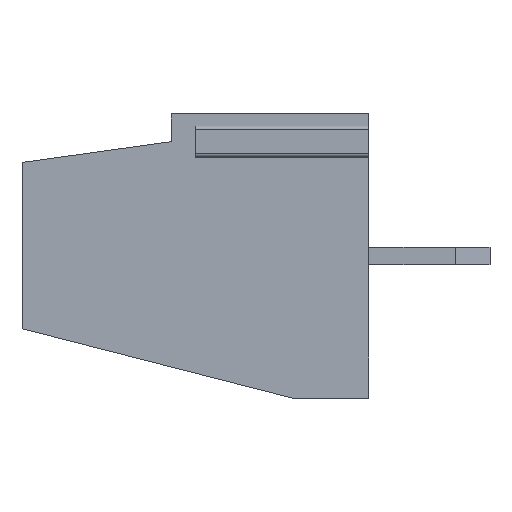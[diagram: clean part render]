
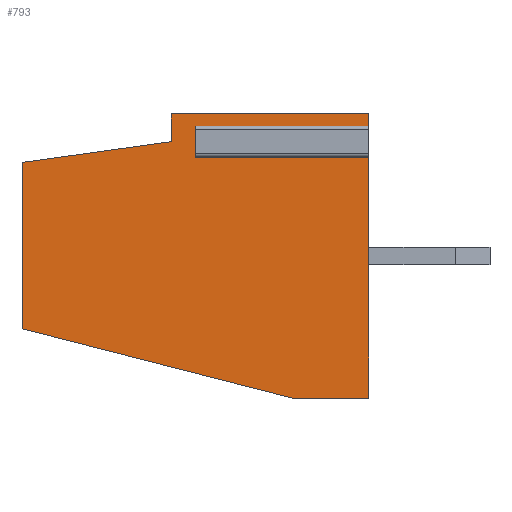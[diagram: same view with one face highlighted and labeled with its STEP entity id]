
A CAD part, left-side view. The second image highlights one B-rep face of the part: STEP entity #793.
In plain terms, the highlighted planar face has unit normal (-1, 0, 0).
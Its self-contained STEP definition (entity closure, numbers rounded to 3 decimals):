
#26 = VERTEX_POINT ( 'NONE', #1886 ) ;
#64 = DIRECTION ( 'NONE',  ( 0., 0., -1. ) ) ;
#114 = CARTESIAN_POINT ( 'NONE',  ( -5.08, 2.2, -4.1 ) ) ;
#127 = ORIENTED_EDGE ( 'NONE', *, *, #158, .F. ) ;
#129 = VERTEX_POINT ( 'NONE', #2113 ) ;
#158 = EDGE_CURVE ( 'NONE', #2838, #2923, #199, .T. ) ;
#199 = LINE ( 'NONE', #1132, #1063 ) ;
#315 = VECTOR ( 'NONE', #2898, 1000. ) ;
#390 = ORIENTED_EDGE ( 'NONE', *, *, #1831, .F. ) ;
#442 = LINE ( 'NONE', #1606, #1774 ) ;
#523 = CARTESIAN_POINT ( 'NONE',  ( -5.08, 5.7, 4.1 ) ) ;
#567 = VECTOR ( 'NONE', #687, 1000. ) ;
#620 = CARTESIAN_POINT ( 'NONE',  ( -5.08, 0., 2.875 ) ) ;
#625 = CARTESIAN_POINT ( 'NONE',  ( -5.08, 0., 4.1 ) ) ;
#642 = CARTESIAN_POINT ( 'NONE',  ( -5.08, 0., 2.875 ) ) ;
#687 = DIRECTION ( 'NONE',  ( 0., 0., 1. ) ) ;
#700 = LINE ( 'NONE', #2901, #567 ) ;
#762 = VECTOR ( 'NONE', #898, 1000. ) ;
#763 = VERTEX_POINT ( 'NONE', #1355 ) ;
#793 = ADVANCED_FACE ( 'NONE', ( #2660 ), #2897, .F. ) ;
#898 = DIRECTION ( 'NONE',  ( 0., 0., 1. ) ) ;
#925 = VERTEX_POINT ( 'NONE', #114 ) ;
#928 = DIRECTION ( 'NONE',  ( 0., 0.969, 0.248 ) ) ;
#932 = VERTEX_POINT ( 'NONE', #2470 ) ;
#986 = ORIENTED_EDGE ( 'NONE', *, *, #1778, .F. ) ;
#1057 = EDGE_CURVE ( 'NONE', #2923, #26, #2117, .T. ) ;
#1063 = VECTOR ( 'NONE', #1902, 1000. ) ;
#1098 = ORIENTED_EDGE ( 'NONE', *, *, #1057, .F. ) ;
#1132 = CARTESIAN_POINT ( 'NONE',  ( -5.08, 10., 2.7 ) ) ;
#1142 = VERTEX_POINT ( 'NONE', #620 ) ;
#1160 = VERTEX_POINT ( 'NONE', #2619 ) ;
#1161 = EDGE_CURVE ( 'NONE', #763, #1142, #442, .T. ) ;
#1254 = VECTOR ( 'NONE', #928, 1000. ) ;
#1328 = EDGE_CURVE ( 'NONE', #925, #1745, #1942, .T. ) ;
#1329 = CARTESIAN_POINT ( 'NONE',  ( -5.08, 10., -2.1 ) ) ;
#1337 = ORIENTED_EDGE ( 'NONE', *, *, #2467, .F. ) ;
#1343 = DIRECTION ( 'NONE',  ( 0., -1., 0. ) ) ;
#1355 = CARTESIAN_POINT ( 'NONE',  ( -5.08, 5., 2.875 ) ) ;
#1377 = EDGE_CURVE ( 'NONE', #1142, #932, #2738, .T. ) ;
#1423 = ORIENTED_EDGE ( 'NONE', *, *, #1161, .F. ) ;
#1430 = DIRECTION ( 'NONE',  ( 1., 0., 0. ) ) ;
#1432 = EDGE_CURVE ( 'NONE', #763, #2010, #1749, .T. ) ;
#1440 = LINE ( 'NONE', #523, #2485 ) ;
#1484 = ORIENTED_EDGE ( 'NONE', *, *, #1377, .F. ) ;
#1597 = EDGE_CURVE ( 'NONE', #1745, #2838, #700, .T. ) ;
#1606 = CARTESIAN_POINT ( 'NONE',  ( -5.08, 5., 2.875 ) ) ;
#1608 = CARTESIAN_POINT ( 'NONE',  ( -5.08, 0., -4.1 ) ) ;
#1660 = LINE ( 'NONE', #1608, #315 ) ;
#1736 = DIRECTION ( 'NONE',  ( 0., 0., 1. ) ) ;
#1745 = VERTEX_POINT ( 'NONE', #1329 ) ;
#1749 = LINE ( 'NONE', #1824, #3121 ) ;
#1774 = VECTOR ( 'NONE', #1343, 1000. ) ;
#1778 = EDGE_CURVE ( 'NONE', #129, #1160, #2819, .T. ) ;
#1783 = VECTOR ( 'NONE', #2564, 1000. ) ;
#1797 = CARTESIAN_POINT ( 'NONE',  ( -5.08, 5.7, 3.3 ) ) ;
#1824 = CARTESIAN_POINT ( 'NONE',  ( -5.08, 5., 2.875 ) ) ;
#1831 = EDGE_CURVE ( 'NONE', #932, #925, #1660, .T. ) ;
#1873 = DIRECTION ( 'NONE',  ( 0., -1., 0. ) ) ;
#1886 = CARTESIAN_POINT ( 'NONE',  ( -5.08, 5.7, 4.1 ) ) ;
#1902 = DIRECTION ( 'NONE',  ( 0., -0.99, 0.138 ) ) ;
#1942 = LINE ( 'NONE', #2198, #1254 ) ;
#2010 = VERTEX_POINT ( 'NONE', #2190 ) ;
#2113 = CARTESIAN_POINT ( 'NONE',  ( -5.08, 0., 4.1 ) ) ;
#2117 = LINE ( 'NONE', #3116, #762 ) ;
#2155 = CARTESIAN_POINT ( 'NONE',  ( -5.08, 2.75, 4.1 ) ) ;
#2185 = DIRECTION ( 'NONE',  ( 0., -1., 0. ) ) ;
#2190 = CARTESIAN_POINT ( 'NONE',  ( -5.08, 5., 3.725 ) ) ;
#2198 = CARTESIAN_POINT ( 'NONE',  ( -5.08, 2.2, -4.1 ) ) ;
#2229 = VECTOR ( 'NONE', #64, 1000. ) ;
#2288 = EDGE_LOOP ( 'NONE', ( #1423, #3089, #2981, #986, #1337, #1098, #127, #2541, #2370, #390, #1484 ) ) ;
#2304 = CARTESIAN_POINT ( 'NONE',  ( -5.08, 5., 3.725 ) ) ;
#2370 = ORIENTED_EDGE ( 'NONE', *, *, #1328, .F. ) ;
#2467 = EDGE_CURVE ( 'NONE', #26, #129, #1440, .T. ) ;
#2470 = CARTESIAN_POINT ( 'NONE',  ( -5.08, 0., -4.1 ) ) ;
#2485 = VECTOR ( 'NONE', #2185, 1000. ) ;
#2541 = ORIENTED_EDGE ( 'NONE', *, *, #1597, .F. ) ;
#2564 = DIRECTION ( 'NONE',  ( 0., 0., -1. ) ) ;
#2619 = CARTESIAN_POINT ( 'NONE',  ( -5.08, 0., 3.725 ) ) ;
#2660 = FACE_OUTER_BOUND ( 'NONE', #2288, .T. ) ;
#2701 = AXIS2_PLACEMENT_3D ( 'NONE', #2155, #1430, #3164 ) ;
#2721 = CARTESIAN_POINT ( 'NONE',  ( -5.08, 10., 2.7 ) ) ;
#2738 = LINE ( 'NONE', #642, #2229 ) ;
#2816 = VECTOR ( 'NONE', #1873, 1000. ) ;
#2819 = LINE ( 'NONE', #625, #1783 ) ;
#2823 = LINE ( 'NONE', #2304, #2816 ) ;
#2838 = VERTEX_POINT ( 'NONE', #2721 ) ;
#2897 = PLANE ( 'NONE',  #2701 ) ;
#2898 = DIRECTION ( 'NONE',  ( 0., 1., 0. ) ) ;
#2901 = CARTESIAN_POINT ( 'NONE',  ( -5.08, 10., -2.1 ) ) ;
#2923 = VERTEX_POINT ( 'NONE', #1797 ) ;
#2981 = ORIENTED_EDGE ( 'NONE', *, *, #2983, .T. ) ;
#2983 = EDGE_CURVE ( 'NONE', #2010, #1160, #2823, .T. ) ;
#3089 = ORIENTED_EDGE ( 'NONE', *, *, #1432, .T. ) ;
#3116 = CARTESIAN_POINT ( 'NONE',  ( -5.08, 5.7, 3.3 ) ) ;
#3121 = VECTOR ( 'NONE', #1736, 1000. ) ;
#3164 = DIRECTION ( 'NONE',  ( 0., 1., 0. ) ) ;
